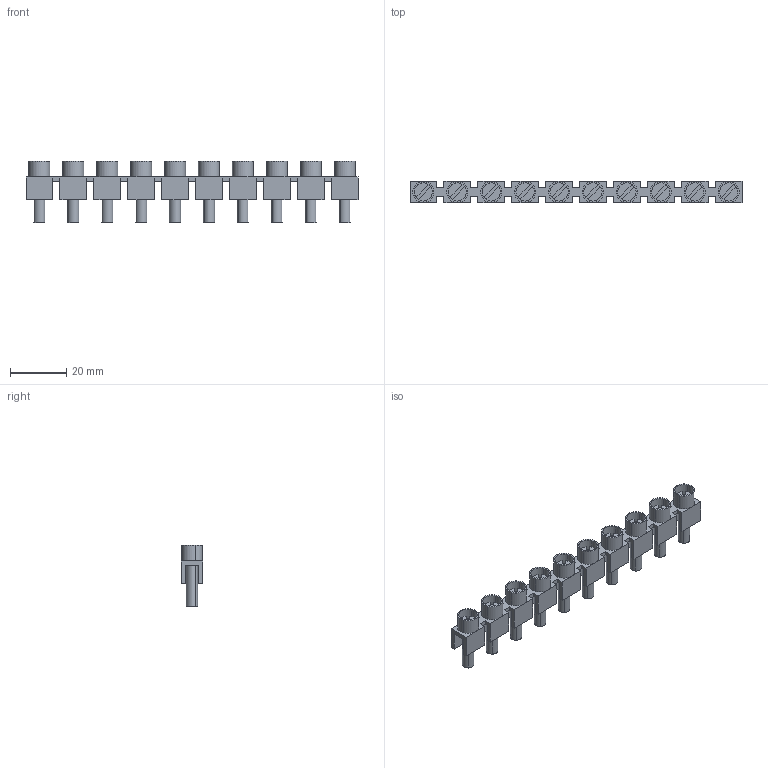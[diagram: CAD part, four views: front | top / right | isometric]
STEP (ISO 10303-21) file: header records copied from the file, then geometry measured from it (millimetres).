
FILE_DESCRIPTION(('Creo Elements/Direct Modeling STEP Export'),'2;1');
FILE_NAME('model.stp','2019-12-17T 0:31:27',(''),(''),'Creo Elements/Direct Modeling STEP processor for AP214 (Solid Model)','Creo Elements/Direct Modeling 20.1A 29-Sep-2018 (C) Parametric Technology GmbH','');
FILE_SCHEMA(('AUTOMOTIVE_DESIGN { 1 0 10303 214 1 1 1 1 }'));
Length unit declared in the file: millimetre
Products named in the file (2): FBI_10-12-select
Assembly tree (1 placements, depth 2):
  FBI_10-12-select
    FBI_10-12-select
Bounding box: 118.4 x 7.5 x 21.9 mm (x, y, z)
Volume: 6366.2 mm3; surface area: 8962.4 mm2
Topology: 1 solids, 1 shells, 258 faces, 688 edges, 452 vertices
Faces by surface type: plane 198, cylinder 60
Entity records: 9252 total; most frequent: ORIENTED_EDGE 1376, CARTESIAN_POINT 1215, DIRECTION 1074, EDGE_CURVE 688, VECTOR 452, LINE 452, VERTEX_POINT 452, AXIS2_PLACEMENT_3D 311
